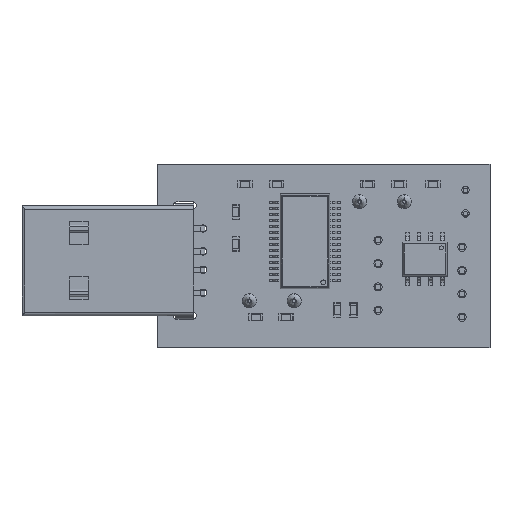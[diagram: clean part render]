
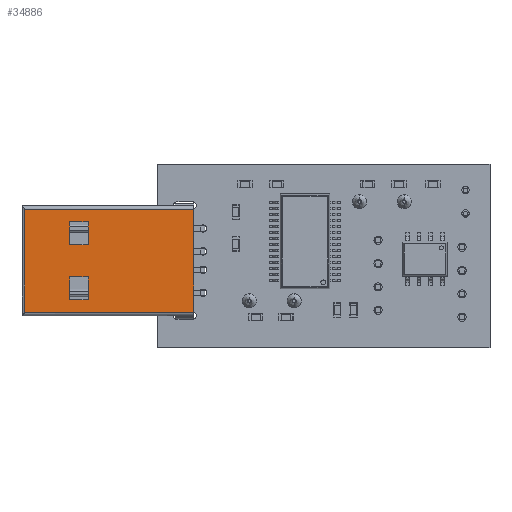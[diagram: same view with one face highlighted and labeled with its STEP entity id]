
A CAD part, top view. The second image highlights one B-rep face of the part: STEP entity #34886.
In plain terms, the highlighted face is planar.
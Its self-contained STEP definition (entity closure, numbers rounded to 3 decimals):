
#32355 = VERTEX_POINT('',#32356);
#32356 = CARTESIAN_POINT('',(1.75,4.5,-5.2));
#32362 = EDGE_CURVE('',#32363,#32355,#32365,.T.);
#32363 = VERTEX_POINT('',#32364);
#32364 = CARTESIAN_POINT('',(4.25,4.5,-5.2));
#32365 = LINE('',#32366,#32367);
#32366 = CARTESIAN_POINT('',(5.,4.5,-5.2));
#32367 = VECTOR('',#32368,1.);
#32368 = DIRECTION('',(-1.,0.,0.));
#32410 = EDGE_CURVE('',#32411,#32363,#32413,.T.);
#32411 = VERTEX_POINT('',#32412);
#32412 = CARTESIAN_POINT('',(4.25,4.5,-7.2));
#32413 = LINE('',#32414,#32415);
#32414 = CARTESIAN_POINT('',(4.25,4.5,-12.45));
#32415 = VECTOR('',#32416,1.);
#32416 = DIRECTION('',(0.,0.,1.));
#32441 = EDGE_CURVE('',#32442,#32411,#32444,.T.);
#32442 = VERTEX_POINT('',#32443);
#32443 = CARTESIAN_POINT('',(1.75,4.5,-7.2));
#32444 = LINE('',#32445,#32446);
#32445 = CARTESIAN_POINT('',(5.,4.5,-7.2));
#32446 = VECTOR('',#32447,1.);
#32447 = DIRECTION('',(1.,0.,0.));
#32470 = EDGE_CURVE('',#32355,#32442,#32471,.T.);
#32471 = LINE('',#32472,#32473);
#32472 = CARTESIAN_POINT('',(1.75,4.5,-12.45));
#32473 = VECTOR('',#32474,1.);
#32474 = DIRECTION('',(0.,0.,-1.));
#32520 = VERTEX_POINT('',#32521);
#32521 = CARTESIAN_POINT('',(-4.25,4.5,-5.2));
#32527 = EDGE_CURVE('',#32528,#32520,#32530,.T.);
#32528 = VERTEX_POINT('',#32529);
#32529 = CARTESIAN_POINT('',(-1.75,4.5,-5.2));
#32530 = LINE('',#32531,#32532);
#32531 = CARTESIAN_POINT('',(2.,4.5,-5.2));
#32532 = VECTOR('',#32533,1.);
#32533 = DIRECTION('',(-1.,0.,0.));
#32575 = EDGE_CURVE('',#32576,#32528,#32578,.T.);
#32576 = VERTEX_POINT('',#32577);
#32577 = CARTESIAN_POINT('',(-1.75,4.5,-7.2));
#32578 = LINE('',#32579,#32580);
#32579 = CARTESIAN_POINT('',(-1.75,4.5,-12.45));
#32580 = VECTOR('',#32581,1.);
#32581 = DIRECTION('',(0.,0.,1.));
#32606 = EDGE_CURVE('',#32607,#32576,#32609,.T.);
#32607 = VERTEX_POINT('',#32608);
#32608 = CARTESIAN_POINT('',(-4.25,4.5,-7.2));
#32609 = LINE('',#32610,#32611);
#32610 = CARTESIAN_POINT('',(2.,4.5,-7.2));
#32611 = VECTOR('',#32612,1.);
#32612 = DIRECTION('',(1.,0.,0.));
#32635 = EDGE_CURVE('',#32520,#32607,#32636,.T.);
#32636 = LINE('',#32637,#32638);
#32637 = CARTESIAN_POINT('',(-4.25,4.5,-12.45));
#32638 = VECTOR('',#32639,1.);
#32639 = DIRECTION('',(0.,0.,-1.));
#33606 = VERTEX_POINT('',#33607);
#33607 = CARTESIAN_POINT('',(-5.597,4.5,-18.7));
#33613 = EDGE_CURVE('',#33614,#33606,#33616,.T.);
#33614 = VERTEX_POINT('',#33615);
#33615 = CARTESIAN_POINT('',(5.597,4.5,-18.7));
#33616 = LINE('',#33617,#33618);
#33617 = CARTESIAN_POINT('',(7.,4.5,-18.7));
#33618 = VECTOR('',#33619,1.);
#33619 = DIRECTION('',(-1.,0.,0.));
#34177 = VERTEX_POINT('',#34178);
#34178 = CARTESIAN_POINT('',(-5.597,4.5,-0.298));
#34184 = EDGE_CURVE('',#34177,#33606,#34185,.T.);
#34185 = LINE('',#34186,#34187);
#34186 = CARTESIAN_POINT('',(-5.597,4.5,-19.2));
#34187 = VECTOR('',#34188,1.);
#34188 = DIRECTION('',(0.,0.,-1.));
#34617 = VERTEX_POINT('',#34618);
#34618 = CARTESIAN_POINT('',(5.597,4.5,-0.298));
#34626 = EDGE_CURVE('',#33614,#34617,#34627,.T.);
#34627 = LINE('',#34628,#34629);
#34628 = CARTESIAN_POINT('',(5.597,4.5,-19.2));
#34629 = VECTOR('',#34630,1.);
#34630 = DIRECTION('',(0.,0.,1.));
#34886 = ADVANCED_FACE('',(#34887,#34898,#34904),#34910,.T.);
#34887 = FACE_BOUND('',#34888,.T.);
#34888 = EDGE_LOOP('',(#34889,#34890,#34896,#34897));
#34889 = ORIENTED_EDGE('',*,*,#34184,.F.);
#34890 = ORIENTED_EDGE('',*,*,#34891,.F.);
#34891 = EDGE_CURVE('',#34617,#34177,#34892,.T.);
#34892 = LINE('',#34893,#34894);
#34893 = CARTESIAN_POINT('',(7.,4.5,-0.298));
#34894 = VECTOR('',#34895,1.);
#34895 = DIRECTION('',(-1.,0.,0.));
#34896 = ORIENTED_EDGE('',*,*,#34626,.F.);
#34897 = ORIENTED_EDGE('',*,*,#33613,.T.);
#34898 = FACE_BOUND('',#34899,.T.);
#34899 = EDGE_LOOP('',(#34900,#34901,#34902,#34903));
#34900 = ORIENTED_EDGE('',*,*,#32441,.T.);
#34901 = ORIENTED_EDGE('',*,*,#32410,.T.);
#34902 = ORIENTED_EDGE('',*,*,#32362,.T.);
#34903 = ORIENTED_EDGE('',*,*,#32470,.T.);
#34904 = FACE_BOUND('',#34905,.T.);
#34905 = EDGE_LOOP('',(#34906,#34907,#34908,#34909));
#34906 = ORIENTED_EDGE('',*,*,#32606,.T.);
#34907 = ORIENTED_EDGE('',*,*,#32575,.T.);
#34908 = ORIENTED_EDGE('',*,*,#32527,.T.);
#34909 = ORIENTED_EDGE('',*,*,#32635,.T.);
#34910 = PLANE('',#34911);
#34911 = AXIS2_PLACEMENT_3D('',#34912,#34913,#34914);
#34912 = CARTESIAN_POINT('',(7.,4.5,-18.7));
#34913 = DIRECTION('',(0.,1.,0.));
#34914 = DIRECTION('',(1.,0.,0.));
